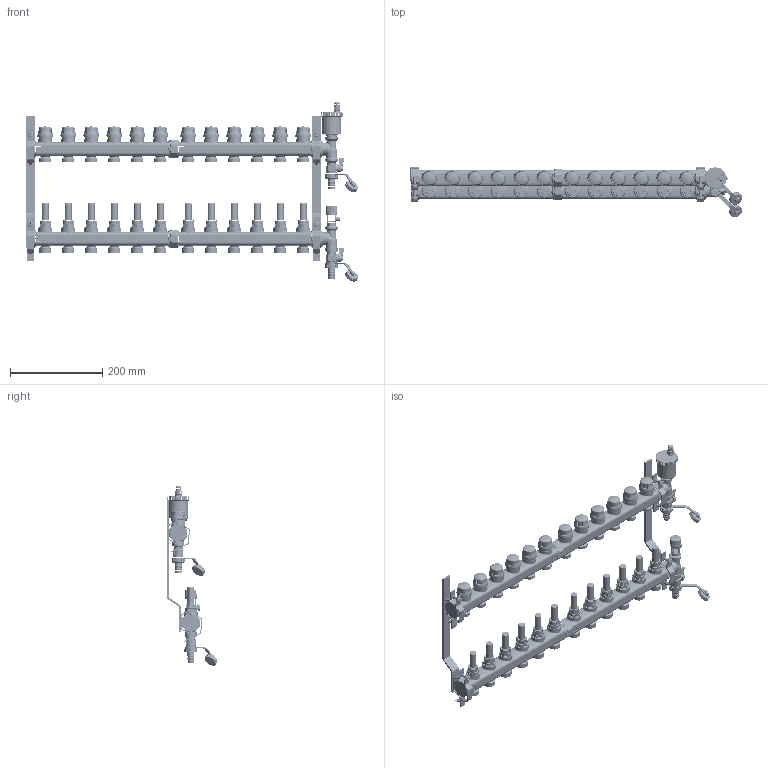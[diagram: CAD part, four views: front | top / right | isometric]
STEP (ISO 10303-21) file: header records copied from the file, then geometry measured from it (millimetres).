
FILE_DESCRIPTION(('CATIA V5 STEP Exchange'),'2;1');
FILE_NAME('STEP_6656N1_-_TST.stp','2018-02-27T13:06:46+00:00',('none'),('none'),'CATIA Version 5-6 Release 2016 SP4','CATIA V5 STEP AP203','none');
FILE_SCHEMA(('CONFIG_CONTROL_DESIGN'));
Products named in the file (1): _6656n10001_sw0001
Bounding box: 721.65 x 109.97 x 390.35 mm (x, y, z)
Surface area: 402393.1 mm2 (no closed solid volume)
Topology: 0 solids, 345 shells, 4997 faces, 17510 edges, 12264 vertices
Faces by surface type: cylinder 1562, bspline 1064, torus 884, plane 771, cone 457, sphere 259
Entity records: 248609 total; most frequent: CARTESIAN_POINT 127281, ORIENTED_EDGE 26617, EDGE_CURVE 17400, DIRECTION 17285, VERTEX_POINT 12264, AXIS2_PLACEMENT_3D 9108, B_SPLINE_CURVE_WITH_KNOTS 5878, CIRCLE 5173
